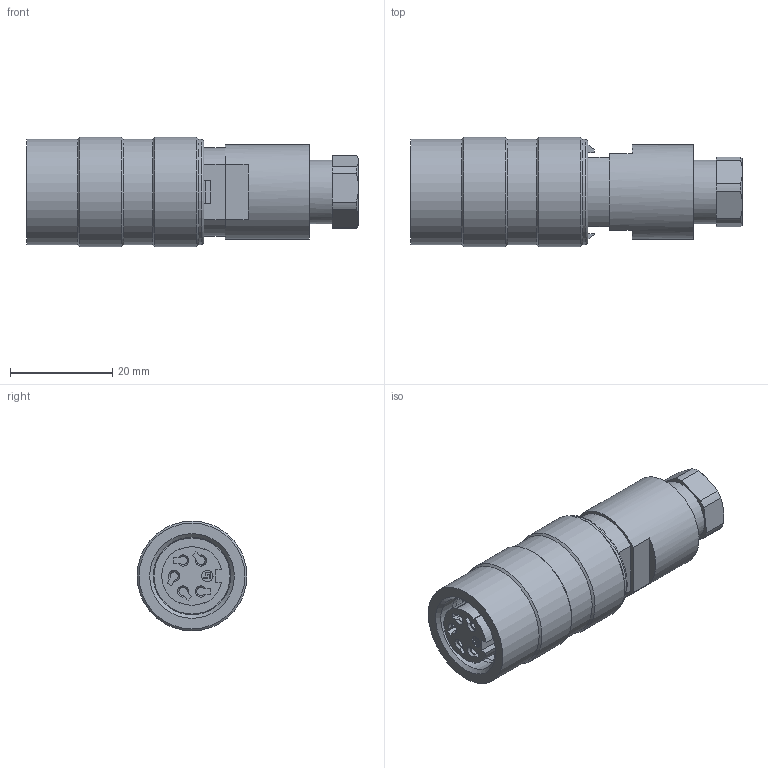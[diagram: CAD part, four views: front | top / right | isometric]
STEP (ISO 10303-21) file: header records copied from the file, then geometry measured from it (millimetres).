
FILE_DESCRIPTION(/* description */ (''),/* implementation_level */ '2;1');
FILE_NAME(/* name */ '09-0114-25-05_bg',/* time_stamp */ '2008-01-23T07:48:03+01:00',/* author */ (''),/* organization */ (''),/* preprocessor_version */ 'ST-DEVELOPER v9',/* originating_system */ 'UGS - NX 4.0',/* authorisation */ '');
FILE_SCHEMA (('CONFIG_CONTROL_DESIGN'));
Length unit declared in the file: millimetre
Products named in the file (1): sgro108930mu
Bounding box: 65 x 21.5 x 21.5 mm (x, y, z)
Volume: 17594.5 mm3; surface area: 6033.3 mm2
Topology: 1 solids, 1 shells, 138 faces, 340 edges, 224 vertices
Faces by surface type: plane 85, cylinder 35, cone 16, torus 2
Full cylindrical faces by diameter (mm): 2.25 x1, 12.5 x1, 14.9 x1, 15.188 x1, 16 x1, 17.45 x1, 18.5 x1, 20.7 x3, 21.5 x2
Entity records: 4054 total; most frequent: CARTESIAN_POINT 744, DIRECTION 662, ORIENTED_EDGE 636, EDGE_CURVE 318, AXIS2_PLACEMENT_3D 227, VERTEX_POINT 221, LINE 208, VECTOR 208
